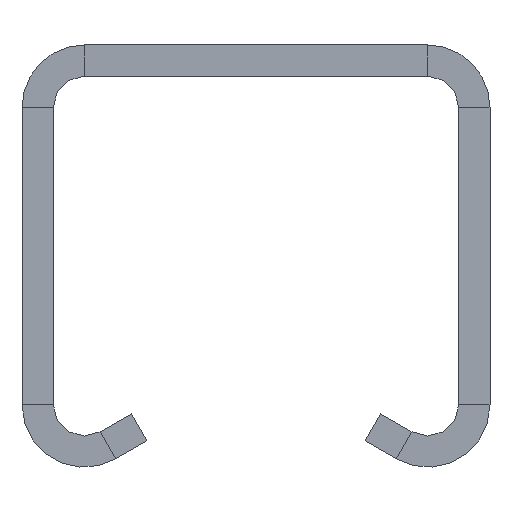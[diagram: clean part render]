
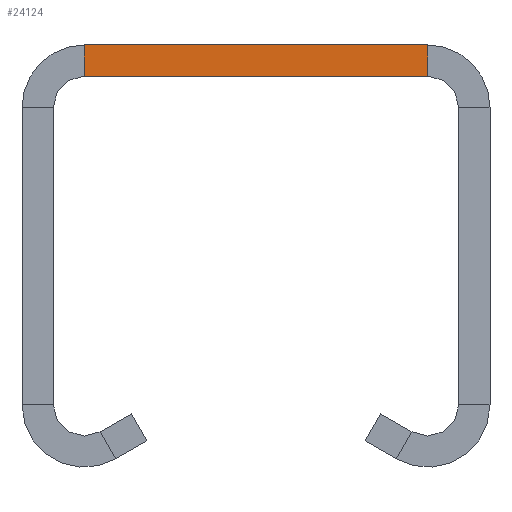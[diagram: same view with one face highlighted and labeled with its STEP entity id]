
A CAD part, front view. The second image highlights one B-rep face of the part: STEP entity #24124.
In plain terms, the highlighted planar face has unit normal (0, -1, 0).
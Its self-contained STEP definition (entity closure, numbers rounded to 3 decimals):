
#3893=DIRECTION('',(0.,0.,-1.));
#3894=VECTOR('',#3893,2.);
#3895=CARTESIAN_POINT('',(11.,-1500.,0.));
#3896=LINE('',#3895,#3894);
#3897=DIRECTION('',(1.,0.,0.));
#3898=VECTOR('',#3897,22.);
#3899=CARTESIAN_POINT('',(-11.,-1500.,-2.));
#3900=LINE('',#3899,#3898);
#3901=DIRECTION('',(1.,0.,0.));
#3902=VECTOR('',#3901,22.);
#3903=CARTESIAN_POINT('',(-11.,-1500.,0.));
#3904=LINE('',#3903,#3902);
#7753=DIRECTION('',(0.,0.,-1.));
#7754=VECTOR('',#7753,2.);
#7755=CARTESIAN_POINT('',(-11.,-1500.,0.));
#7756=LINE('',#7755,#7754);
#16726=CARTESIAN_POINT('',(11.,-1500.,0.));
#16728=VERTEX_POINT('',#16726);
#16738=CARTESIAN_POINT('',(-11.,-1500.,0.));
#16740=VERTEX_POINT('',#16738);
#16758=CARTESIAN_POINT('',(11.,-1500.,-2.));
#16760=VERTEX_POINT('',#16758);
#16770=CARTESIAN_POINT('',(-11.,-1500.,-2.));
#16772=VERTEX_POINT('',#16770);
#24110=CARTESIAN_POINT('',(0.,-1500.,-1.));
#24111=DIRECTION('',(0.,-1.,0.));
#24112=DIRECTION('',(1.,0.,0.));
#24113=AXIS2_PLACEMENT_3D('',#24110,#24111,#24112);
#24114=PLANE('',#24113);
#24116=ORIENTED_EDGE('',*,*,#24115,.T.);
#24118=ORIENTED_EDGE('',*,*,#24117,.F.);
#24120=ORIENTED_EDGE('',*,*,#24119,.F.);
#24121=ORIENTED_EDGE('',*,*,#23051,.T.);
#24122=EDGE_LOOP('',(#24116,#24118,#24120,#24121));
#24123=FACE_OUTER_BOUND('',#24122,.F.);
#24124=ADVANCED_FACE('',(#24123),#24114,.T.);
#23051=EDGE_CURVE('',#16740,#16728,#3904,.T.);
#24115=EDGE_CURVE('',#16728,#16760,#3896,.T.);
#24117=EDGE_CURVE('',#16772,#16760,#3900,.T.);
#24119=EDGE_CURVE('',#16740,#16772,#7756,.T.);
